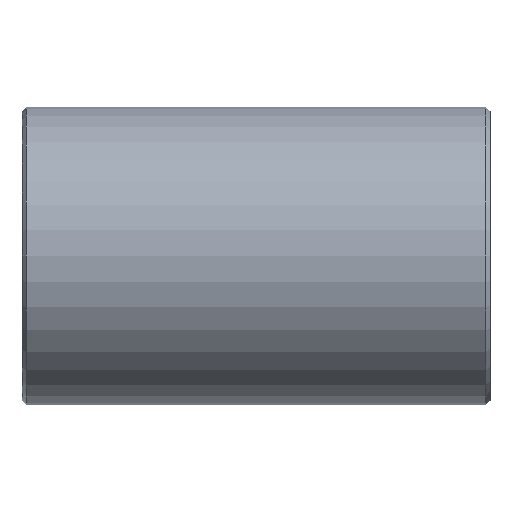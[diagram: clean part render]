
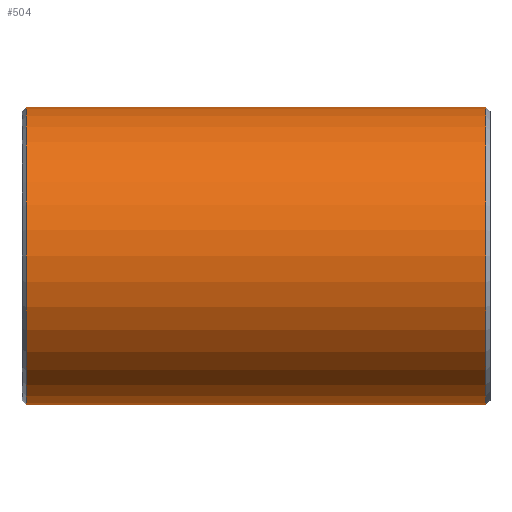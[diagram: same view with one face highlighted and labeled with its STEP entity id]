
A CAD part, front view. The second image highlights one B-rep face of the part: STEP entity #504.
In plain terms, the highlighted cylindrical face has radius 177.8 mm (diameter 355.6 mm), a partial arc.
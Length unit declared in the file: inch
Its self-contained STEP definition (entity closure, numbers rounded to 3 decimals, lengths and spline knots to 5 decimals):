
#5 = DIRECTION ( 'NONE',  ( 0., 0., 1. ) ) ;
#22 = AXIS2_PLACEMENT_3D ( 'NONE', #506, #73, #5 ) ;
#34 = LINE ( 'NONE', #165, #416 ) ;
#65 = EDGE_CURVE ( 'NONE', #718, #182, #456, .T. ) ;
#73 = DIRECTION ( 'NONE',  ( -1., 0., 0. ) ) ;
#99 = AXIS2_PLACEMENT_3D ( 'NONE', #586, #215, #878 ) ;
#165 = CARTESIAN_POINT ( 'NONE',  ( 11., 0., -7. ) ) ;
#177 = ORIENTED_EDGE ( 'NONE', *, *, #65, .T. ) ;
#182 = VERTEX_POINT ( 'NONE', #759 ) ;
#203 = EDGE_LOOP ( 'NONE', ( #606, #753, #308, #177 ) ) ;
#215 = DIRECTION ( 'NONE',  ( -1., 0., 0. ) ) ;
#216 = DIRECTION ( 'NONE',  ( 1., 0., 0. ) ) ;
#284 = CARTESIAN_POINT ( 'NONE',  ( -10.802, 0., 0. ) ) ;
#288 = CARTESIAN_POINT ( 'NONE',  ( -10.802, 0., 7. ) ) ;
#308 = ORIENTED_EDGE ( 'NONE', *, *, #873, .T. ) ;
#317 = DIRECTION ( 'NONE',  ( -1., 0., 0. ) ) ;
#328 = VERTEX_POINT ( 'NONE', #893 ) ;
#369 = DIRECTION ( 'NONE',  ( -1., 0., 0. ) ) ;
#416 = VECTOR ( 'NONE', #317, 39.37008 ) ;
#423 = CARTESIAN_POINT ( 'NONE',  ( 11., 0., 7. ) ) ;
#425 = EDGE_CURVE ( 'NONE', #616, #182, #34, .T. ) ;
#428 = CIRCLE ( 'NONE', #99, 7. ) ;
#439 = FACE_OUTER_BOUND ( 'NONE', #203, .T. ) ;
#456 = CIRCLE ( 'NONE', #567, 7. ) ;
#463 = EDGE_CURVE ( 'NONE', #616, #328, #428, .T. ) ;
#498 = DIRECTION ( 'NONE',  ( 0., 0., 1. ) ) ;
#504 = ADVANCED_FACE ( 'NONE', ( #439 ), #711, .T. ) ;
#506 = CARTESIAN_POINT ( 'NONE',  ( 11., 0., 0. ) ) ;
#567 = AXIS2_PLACEMENT_3D ( 'NONE', #284, #216, #498 ) ;
#571 = LINE ( 'NONE', #423, #712 ) ;
#586 = CARTESIAN_POINT ( 'NONE',  ( 10.802, 0., 0. ) ) ;
#606 = ORIENTED_EDGE ( 'NONE', *, *, #425, .F. ) ;
#616 = VERTEX_POINT ( 'NONE', #754 ) ;
#711 = CYLINDRICAL_SURFACE ( 'NONE', #22, 7. ) ;
#712 = VECTOR ( 'NONE', #369, 39.37008 ) ;
#718 = VERTEX_POINT ( 'NONE', #288 ) ;
#753 = ORIENTED_EDGE ( 'NONE', *, *, #463, .T. ) ;
#754 = CARTESIAN_POINT ( 'NONE',  ( 10.802, 0., -7. ) ) ;
#759 = CARTESIAN_POINT ( 'NONE',  ( -10.802, 0., -7. ) ) ;
#873 = EDGE_CURVE ( 'NONE', #328, #718, #571, .T. ) ;
#878 = DIRECTION ( 'NONE',  ( 0., 0., -1. ) ) ;
#893 = CARTESIAN_POINT ( 'NONE',  ( 10.802, 0., 7. ) ) ;
